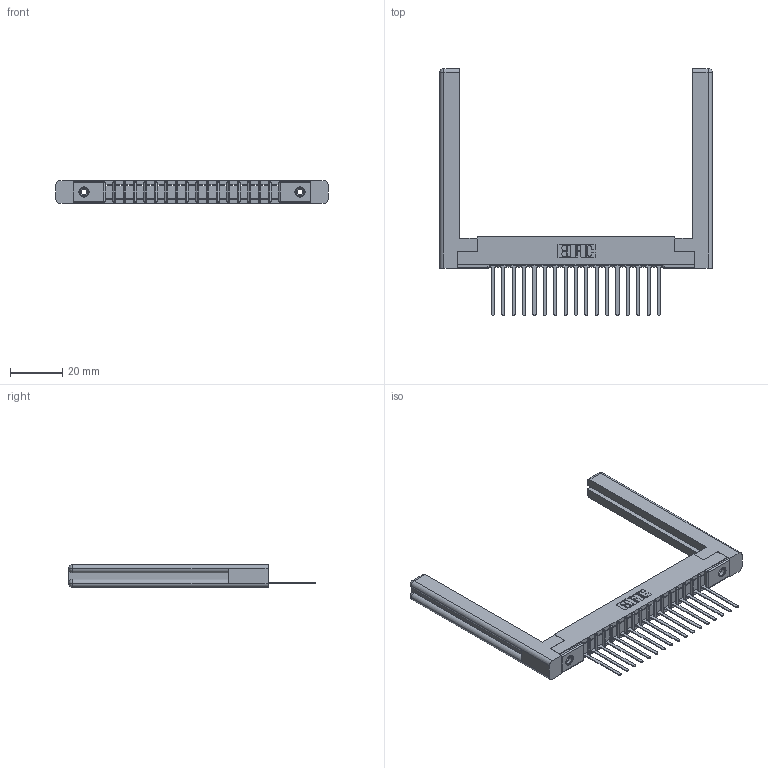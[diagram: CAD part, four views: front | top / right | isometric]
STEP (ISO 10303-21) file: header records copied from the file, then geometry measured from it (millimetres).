
FILE_DESCRIPTION (( 'STEP AP203' ), '1' );
FILE_NAME ('357-017-445-158.STEP', '2020-09-30T22:05:40', ( '' ), ( '' ), 'SwSTEP 2.0', 'SolidWorks 2020', '' );
FILE_SCHEMA (( 'CONFIG_CONTROL_DESIGN' ));
Length unit declared in the file: inch
Products named in the file (5): 307-220-058; 345-250-001_345-250-001-102; 307-290-001_545; 357-017-445-158; 307 Part_.156 Dia Mounting Holes
Assembly tree (22 placements, depth 2):
  357-017-445-158
    307 Part_.156 Dia Mounting Holes
    307-290-001_545  x17
    307-220-058  x2
    345-250-001_345-250-001-102  x2
Bounding box: 103.99 x 94.31 x 8.71 mm (x, y, z)
Volume: 14364.7 mm3; surface area: 15870.7 mm2
Topology: 22 solids, 22 shells, 1230 faces, 3431 edges, 2202 vertices
Faces by surface type: plane 783, cylinder 387, sphere 36, torus 12, cone 12
Entity records: 20257 total; most frequent: CARTESIAN_POINT 3411, ORIENTED_EDGE 3336, DIRECTION 3292, EDGE_CURVE 1668, LINE 1266, VECTOR 1266, VERTEX_POINT 1078, AXIS2_PLACEMENT_3D 1013
